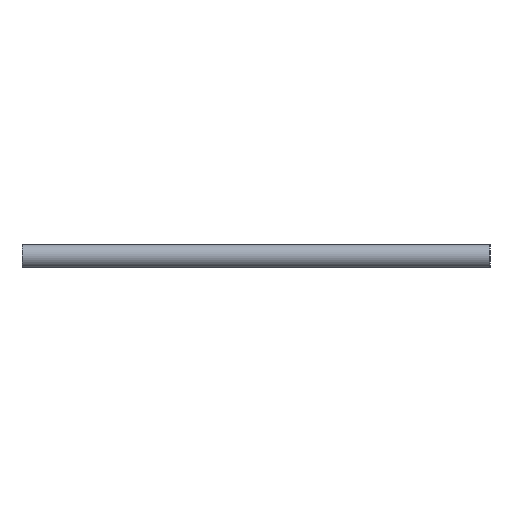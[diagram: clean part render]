
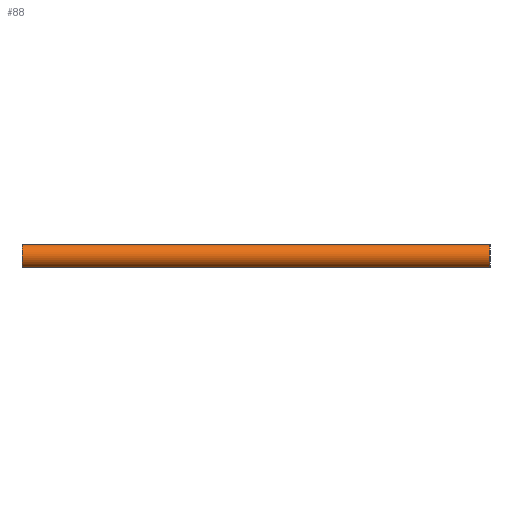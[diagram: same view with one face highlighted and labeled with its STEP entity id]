
A CAD part, left-side view. The second image highlights one B-rep face of the part: STEP entity #88.
In plain terms, the highlighted cylindrical face has radius 12.7 mm (diameter 25.4 mm), a full revolution.
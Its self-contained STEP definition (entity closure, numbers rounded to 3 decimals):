
#24=FACE_OUTER_BOUND('',#30,.T.);
#30=EDGE_LOOP('',(#73,#74,#75,#76,#77,#78));
#34=LINE('',#177,#36);
#36=VECTOR('',#149,12.7);
#41=CIRCLE('',#120,12.7);
#42=CIRCLE('',#121,12.7);
#43=CIRCLE('',#122,12.7);
#44=CIRCLE('',#123,12.7);
#49=VERTEX_POINT('',#172);
#50=VERTEX_POINT('',#173);
#51=VERTEX_POINT('',#176);
#52=VERTEX_POINT('',#178);
#58=EDGE_CURVE('',#49,#50,#41,.T.);
#59=EDGE_CURVE('',#50,#49,#42,.T.);
#60=EDGE_CURVE('',#50,#51,#34,.T.);
#61=EDGE_CURVE('',#51,#52,#43,.T.);
#62=EDGE_CURVE('',#52,#51,#44,.T.);
#73=ORIENTED_EDGE('',*,*,#58,.F.);
#74=ORIENTED_EDGE('',*,*,#59,.F.);
#75=ORIENTED_EDGE('',*,*,#60,.T.);
#76=ORIENTED_EDGE('',*,*,#61,.T.);
#77=ORIENTED_EDGE('',*,*,#62,.T.);
#78=ORIENTED_EDGE('',*,*,#60,.F.);
#84=CYLINDRICAL_SURFACE('',#119,12.7);
#88=ADVANCED_FACE('',(#24),#84,.T.);
#119=AXIS2_PLACEMENT_3D('',#171,#143,#144);
#120=AXIS2_PLACEMENT_3D('',#174,#145,#146);
#121=AXIS2_PLACEMENT_3D('',#175,#147,#148);
#122=AXIS2_PLACEMENT_3D('',#179,#150,#151);
#123=AXIS2_PLACEMENT_3D('',#180,#152,#153);
#143=DIRECTION('center_axis',(0.,1.,0.));
#144=DIRECTION('ref_axis',(-1.,0.,0.));
#145=DIRECTION('center_axis',(0.,1.,0.));
#146=DIRECTION('ref_axis',(-1.,0.,0.));
#147=DIRECTION('center_axis',(0.,1.,0.));
#148=DIRECTION('ref_axis',(-1.,0.,0.));
#149=DIRECTION('',(0.,-1.,0.));
#150=DIRECTION('center_axis',(0.,1.,0.));
#151=DIRECTION('ref_axis',(-1.,0.,0.));
#152=DIRECTION('center_axis',(0.,1.,0.));
#153=DIRECTION('ref_axis',(-1.,0.,0.));
#171=CARTESIAN_POINT('Origin',(0.,0.,0.));
#172=CARTESIAN_POINT('',(-12.7,500.,0.));
#173=CARTESIAN_POINT('',(12.7,500.,0.));
#174=CARTESIAN_POINT('Origin',(0.,500.,0.));
#175=CARTESIAN_POINT('Origin',(0.,500.,0.));
#176=CARTESIAN_POINT('',(12.7,0.,0.));
#177=CARTESIAN_POINT('',(12.7,0.,0.));
#178=CARTESIAN_POINT('',(-12.7,0.,0.));
#179=CARTESIAN_POINT('Origin',(0.,0.,0.));
#180=CARTESIAN_POINT('Origin',(0.,0.,0.));
